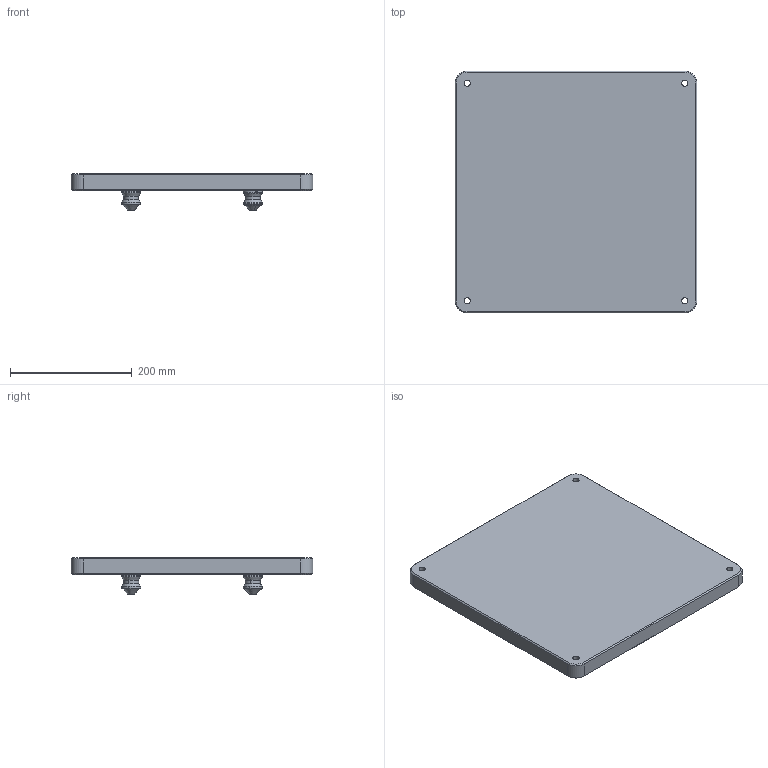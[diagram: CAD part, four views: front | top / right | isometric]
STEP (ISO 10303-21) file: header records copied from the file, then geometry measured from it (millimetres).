
FILE_DESCRIPTION (( 'STEP AP214' ), '1' );
FILE_NAME ('×°ÅäÌå2.STEP', '2020-08-18T02:21:42', ( 'Dell' ), ( 'Dell' ), 'SwSTEP 2.0', 'SolidWorks 2018', '' );
FILE_SCHEMA (( 'AUTOMOTIVE_DESIGN' ));
Length unit declared in the file: millimetre
Products named in the file (5): 400x400з遙啣; 隅砃嶺間; JGLS-20; Q20嶺間耀倰; 蚾饜极2
Assembly tree (6 placements, depth 2):
  蚾饜极2
    400x400з遙啣
    Q20嶺間耀倰  x3
    JGLS-20
    隅砃嶺間
Bounding box: 398 x 398 x 60.27 mm (x, y, z)
Volume: 4479684.4 mm3; surface area: 396291.7 mm2
Topology: 9 solids, 9 shells, 407 faces, 955 edges, 579 vertices
Faces by surface type: cylinder 128, plane 126, cone 104, bspline 29, torus 20
Entity records: 13519 total; most frequent: CARTESIAN_POINT 5455, DIRECTION 1519, ORIENTED_EDGE 1482, EDGE_CURVE 741, AXIS2_PLACEMENT_3D 564, VERTEX_POINT 459, VECTOR 391, LINE 391
